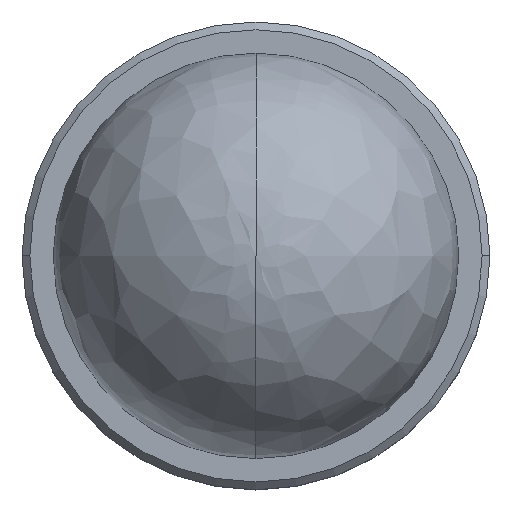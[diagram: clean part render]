
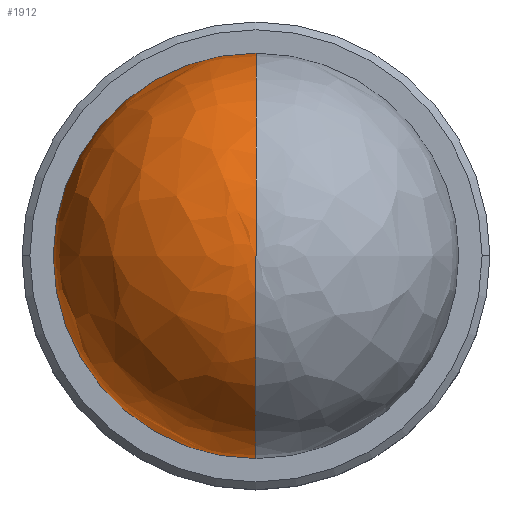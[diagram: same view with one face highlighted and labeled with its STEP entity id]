
A CAD part, top view. The second image highlights one B-rep face of the part: STEP entity #1912.
In plain terms, the highlighted free-form (B-spline) face has degree [3, 3] with [4, 4] control points.
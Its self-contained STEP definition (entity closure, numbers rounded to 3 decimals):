
#17 = CARTESIAN_POINT ( 'NONE',  ( 0., 0., 13.5 ) ) ;
#36 = CARTESIAN_POINT ( 'NONE',  ( 0., 0., 13.5 ) ) ;
#43 = CARTESIAN_POINT ( 'NONE',  ( 0., 0., 13.5 ) ) ;
#44 = DIRECTION ( 'NONE',  ( 1., 0., 0. ) ) ;
#50 = EDGE_CURVE ( 'NONE', #890, #1751, #300, .T. ) ;
#55 = CARTESIAN_POINT ( 'NONE',  ( 0., 0., 13.5 ) ) ;
#56 = DIRECTION ( 'NONE',  ( 0., 0., 1. ) ) ;
#60 = CARTESIAN_POINT ( 'NONE',  ( 0., 0., 5.7 ) ) ;
#66 = CARTESIAN_POINT ( 'NONE',  ( 0., -4.569, 13.5 ) ) ;
#81 = CARTESIAN_POINT ( 'NONE',  ( -9.138, -4.569, 13.5 ) ) ;
#94 = CARTESIAN_POINT ( 'NONE',  ( -9.138, 4.569, 13.5 ) ) ;
#95 = CARTESIAN_POINT ( 'NONE',  ( 0., 4.569, 13.5 ) ) ;
#100 = CARTESIAN_POINT ( 'NONE',  ( 0., -7.8, 10.269 ) ) ;
#101 = CARTESIAN_POINT ( 'NONE',  ( -15.6, -7.8, 10.269 ) ) ;
#111 = CARTESIAN_POINT ( 'NONE',  ( -15.6, 7.8, 10.269 ) ) ;
#121 = AXIS2_PLACEMENT_3D ( 'NONE', #1717, #1716, #1713 ) ;
#125 = CARTESIAN_POINT ( 'NONE',  ( 0., 7.8, 10.269 ) ) ;
#145 = CARTESIAN_POINT ( 'NONE',  ( 0., -7.8, 5.7 ) ) ;
#171 = CARTESIAN_POINT ( 'NONE',  ( -15.6, -7.8, 5.7 ) ) ;
#180 = CARTESIAN_POINT ( 'NONE',  ( -15.6, 7.8, 5.7 ) ) ;
#187 = CARTESIAN_POINT ( 'NONE',  ( 0., 7.8, 5.7 ) ) ;
#201 =( BOUNDED_SURFACE ( )  B_SPLINE_SURFACE ( 3, 3, ( 
 ( #187, #180, #171, #145 ),
 ( #125, #111, #101, #100 ),
 ( #95, #94, #81, #66 ),
 ( #55, #43, #36, #17 ) ),
 .UNSPECIFIED., .F., .F., .T. ) 
 B_SPLINE_SURFACE_WITH_KNOTS ( ( 4, 4 ),
 ( 4, 4 ),
 ( 0., 1. ),
 ( 0., 1. ),
 .UNSPECIFIED. ) 
 GEOMETRIC_REPRESENTATION_ITEM ( )  RATIONAL_B_SPLINE_SURFACE ( (
 ( 1., 0.333, 0.333, 1.),
 ( 0.805, 0.268, 0.268, 0.805),
 ( 0.805, 0.268, 0.268, 0.805),
 ( 1., 0.333, 0.333, 1.) ) ) 
 REPRESENTATION_ITEM ( '' )  SURFACE ( )  );
#205 = FACE_OUTER_BOUND ( 'NONE', #1769, .T. ) ;
#300 = CIRCLE ( 'NONE', #1284, 7.8 ) ;
#304 = EDGE_CURVE ( 'NONE', #726, #890, #1372, .T. ) ;
#368 = DIRECTION ( 'NONE',  ( 0., 0., -1. ) ) ;
#372 = DIRECTION ( 'NONE',  ( 1., 0., 0. ) ) ;
#374 = CARTESIAN_POINT ( 'NONE',  ( 0., 0., 5.7 ) ) ;
#426 = CIRCLE ( 'NONE', #1399, 7.8 ) ;
#486 = CARTESIAN_POINT ( 'NONE',  ( -7.8, 0., 5.7 ) ) ;
#726 = VERTEX_POINT ( 'NONE', #908 ) ;
#890 = VERTEX_POINT ( 'NONE', #486 ) ;
#908 = CARTESIAN_POINT ( 'NONE',  ( 0., 7.8, 5.7 ) ) ;
#926 = EDGE_CURVE ( 'NONE', #726, #1302, #1131, .T. ) ;
#1131 = CIRCLE ( 'NONE', #2047, 7.8 ) ;
#1257 = EDGE_CURVE ( 'NONE', #1751, #1302, #426, .T. ) ;
#1284 = AXIS2_PLACEMENT_3D ( 'NONE', #60, #56, #44 ) ;
#1302 = VERTEX_POINT ( 'NONE', #1314 ) ;
#1314 = CARTESIAN_POINT ( 'NONE',  ( 0., 0., 13.5 ) ) ;
#1372 = CIRCLE ( 'NONE', #121, 7.8 ) ;
#1382 = CARTESIAN_POINT ( 'NONE',  ( 0., -7.8, 5.7 ) ) ;
#1399 = AXIS2_PLACEMENT_3D ( 'NONE', #1460, #1447, #1440 ) ;
#1440 = DIRECTION ( 'NONE',  ( 0., 0., -1. ) ) ;
#1447 = DIRECTION ( 'NONE',  ( -1., 0., 0. ) ) ;
#1460 = CARTESIAN_POINT ( 'NONE',  ( 0., 0., 5.7 ) ) ;
#1471 = ORIENTED_EDGE ( 'NONE', *, *, #304, .T. ) ;
#1478 = ORIENTED_EDGE ( 'NONE', *, *, #926, .F. ) ;
#1481 = ORIENTED_EDGE ( 'NONE', *, *, #1257, .T. ) ;
#1488 = ORIENTED_EDGE ( 'NONE', *, *, #50, .T. ) ;
#1713 = DIRECTION ( 'NONE',  ( 1., 0., 0. ) ) ;
#1716 = DIRECTION ( 'NONE',  ( 0., 0., 1. ) ) ;
#1717 = CARTESIAN_POINT ( 'NONE',  ( 0., 0., 5.7 ) ) ;
#1751 = VERTEX_POINT ( 'NONE', #1382 ) ;
#1769 = EDGE_LOOP ( 'NONE', ( #1488, #1481, #1478, #1471 ) ) ;
#1912 = ADVANCED_FACE ( 'NONE', ( #205 ), #201, .F. ) ;
#2047 = AXIS2_PLACEMENT_3D ( 'NONE', #374, #372, #368 ) ;
